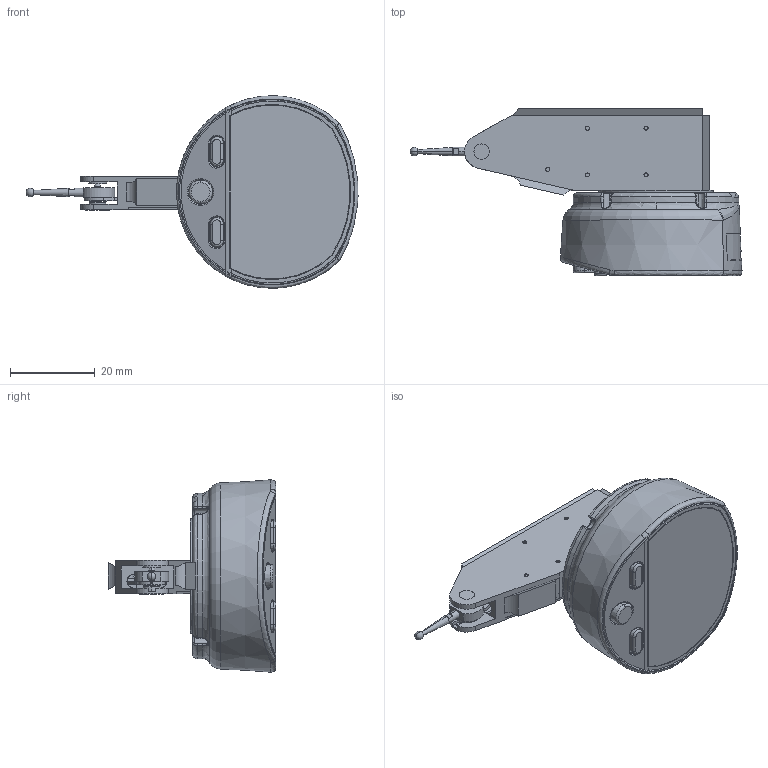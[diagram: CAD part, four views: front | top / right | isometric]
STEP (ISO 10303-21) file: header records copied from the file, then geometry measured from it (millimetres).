
FILE_DESCRIPTION((''),'2;1');
FILE_NAME('COMPOSANTS_VISIBLES_SW0001','2020-03-19T09:37:32',('FST'),('Sylvac SA'),'CREO PARAMETRIC BY PTC INC, 2017380','CREO PARAMETRIC BY PTC INC, 2017380','');
FILE_SCHEMA(('CONFIG_CONTROL_DESIGN'));
Products named in the file (1): COMPOSANTS_VISIBLES_SW0001
Bounding box: 78.14 x 39.51 x 45.28 mm (x, y, z)
Surface area: 25579.6 mm2 (no closed solid volume)
Topology: 0 solids, 55 shells, 1509 faces, 4364 edges, 2902 vertices
Faces by surface type: plane 725, cylinder 288, cone 260, extrusion 85, bspline 71, torus 56, sphere 21, revolution 3
Entity records: 62348 total; most frequent: CARTESIAN_POINT 23407, ORIENTED_EDGE 7981, DIRECTION 7828, EDGE_CURVE 4358, VERTEX_POINT 2902, AXIS2_PLACEMENT_3D 2770, VECTOR 2285, LINE 2200
